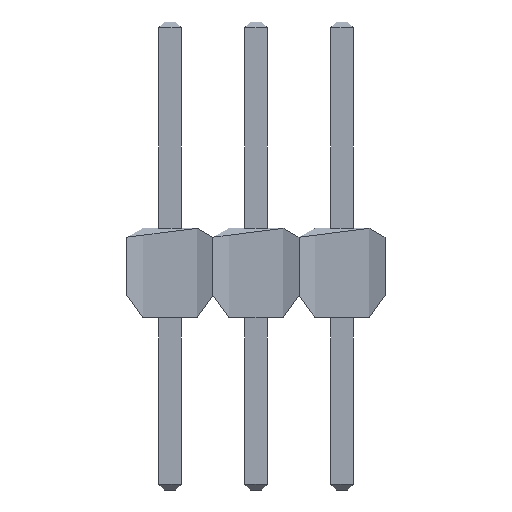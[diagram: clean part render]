
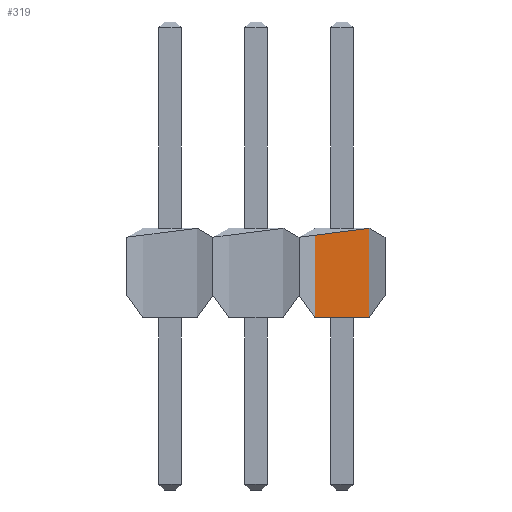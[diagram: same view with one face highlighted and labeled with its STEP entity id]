
A CAD part, front view. The second image highlights one B-rep face of the part: STEP entity #319.
In plain terms, the highlighted planar face has unit normal (0, 1, 0).
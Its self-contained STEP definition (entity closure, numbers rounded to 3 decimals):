
#95=CARTESIAN_POINT('',(5.88,0.0,2.648));
#94=VERTEX_POINT('',#95);
#136=CARTESIAN_POINT('',(4.28,0.0,2.648));
#135=VERTEX_POINT('',#136);
#132=EDGE_CURVE('',#94,#135,#137,.T.);
#137=LINE('',#95,#139);
#139=VECTOR('',#140,1.6);
#140=DIRECTION('',(-1.0,0.0,0.0));
#281=CARTESIAN_POINT('',(5.88,0.0,0.0));
#280=VERTEX_POINT('',#281);
#289=EDGE_CURVE('',#94,#280,#294,.T.);
#294=LINE('',#95,#296);
#296=VECTOR('',#297,2.648);
#297=DIRECTION('',(0.0,0.0,-1.0));
#319=ADVANCED_FACE('',(#325),#320,.T.);
#320=PLANE('',#321);
#321=AXIS2_PLACEMENT_3D('',#322,#323,#324);
#322=CARTESIAN_POINT('',(5.88,0.0,0.0));
#323=DIRECTION('',(0.0,1.0,0.0));
#324=DIRECTION('',(0.,0.,1.));
#325=FACE_OUTER_BOUND('',#326,.T.);
#326=EDGE_LOOP('',(#327,#337,#347,#357));
#330=CARTESIAN_POINT('',(4.28,0.0,0.0));
#329=VERTEX_POINT('',#330);
#328=EDGE_CURVE('',#329,#280,#333,.T.);
#333=LINE('',#330,#335);
#335=VECTOR('',#336,1.6);
#336=DIRECTION('',(1.0,0.0,0.0));
#327=ORIENTED_EDGE('',*,*,#328,.F.);
#338=EDGE_CURVE('',#135,#329,#343,.T.);
#343=LINE('',#136,#345);
#345=VECTOR('',#346,2.648);
#346=DIRECTION('',(0.0,0.0,-1.0));
#337=ORIENTED_EDGE('',*,*,#338,.F.);
#347=ORIENTED_EDGE('',*,*,#132,.F.);
#357=ORIENTED_EDGE('',*,*,#289,.T.);
